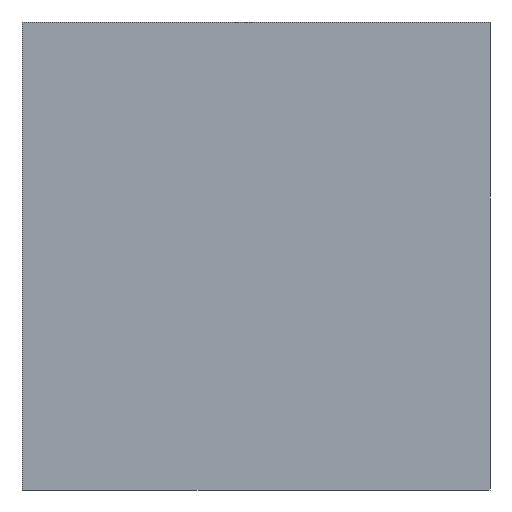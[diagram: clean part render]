
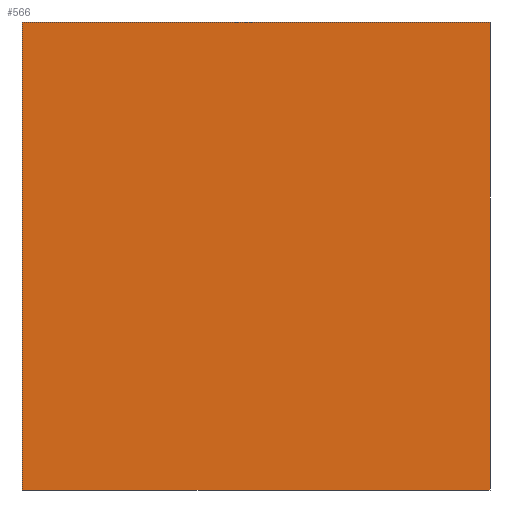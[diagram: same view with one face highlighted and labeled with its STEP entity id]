
A CAD part, front view. The second image highlights one B-rep face of the part: STEP entity #566.
In plain terms, the highlighted planar face has unit normal (0, -1, 0).
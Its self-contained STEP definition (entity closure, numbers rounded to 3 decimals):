
#240=CARTESIAN_POINT('',(115.,0.,115.));
#241=VERTEX_POINT('',#240);
#242=CARTESIAN_POINT('',(115.,0.,-115.));
#243=VERTEX_POINT('',#242);
#244=CARTESIAN_POINT('',(115.,0.,115.));
#245=DIRECTION('',(0.,0.,-1.));
#246=VECTOR('',#245,230.);
#247=LINE('',#244,#246);
#248=EDGE_CURVE('',#241,#243,#247,.T.);
#327=CARTESIAN_POINT('',(-115.,0.,-115.));
#328=VERTEX_POINT('',#327);
#329=CARTESIAN_POINT('',(115.,0.,-115.));
#330=DIRECTION('',(-1.,0.,0.));
#331=VECTOR('',#330,230.);
#332=LINE('',#329,#331);
#333=EDGE_CURVE('',#243,#328,#332,.T.);
#407=CARTESIAN_POINT('',(-115.,0.,115.));
#408=VERTEX_POINT('',#407);
#409=CARTESIAN_POINT('',(-115.,0.,-115.));
#410=DIRECTION('',(0.,0.,1.));
#411=VECTOR('',#410,230.);
#412=LINE('',#409,#411);
#413=EDGE_CURVE('',#328,#408,#412,.T.);
#487=CARTESIAN_POINT('',(-115.,0.,115.));
#488=DIRECTION('',(1.,0.,-0.));
#489=VECTOR('',#488,230.);
#490=LINE('',#487,#489);
#491=EDGE_CURVE('',#408,#241,#490,.T.);
#555=CARTESIAN_POINT('',(0.,0.,0.));
#556=DIRECTION('',(0.,-1.,0.));
#557=DIRECTION('',(0.,0.,-1.));
#558=AXIS2_PLACEMENT_3D('',#555,#556,#557);
#559=PLANE('',#558);
#560=ORIENTED_EDGE('',*,*,#248,.F.);
#561=ORIENTED_EDGE('',*,*,#491,.F.);
#562=ORIENTED_EDGE('',*,*,#413,.F.);
#563=ORIENTED_EDGE('',*,*,#333,.F.);
#564=EDGE_LOOP('',(#560,#561,#562,#563));
#565=FACE_BOUND('',#564,.T.);
#566=ADVANCED_FACE('',(#565),#559,.T.);
